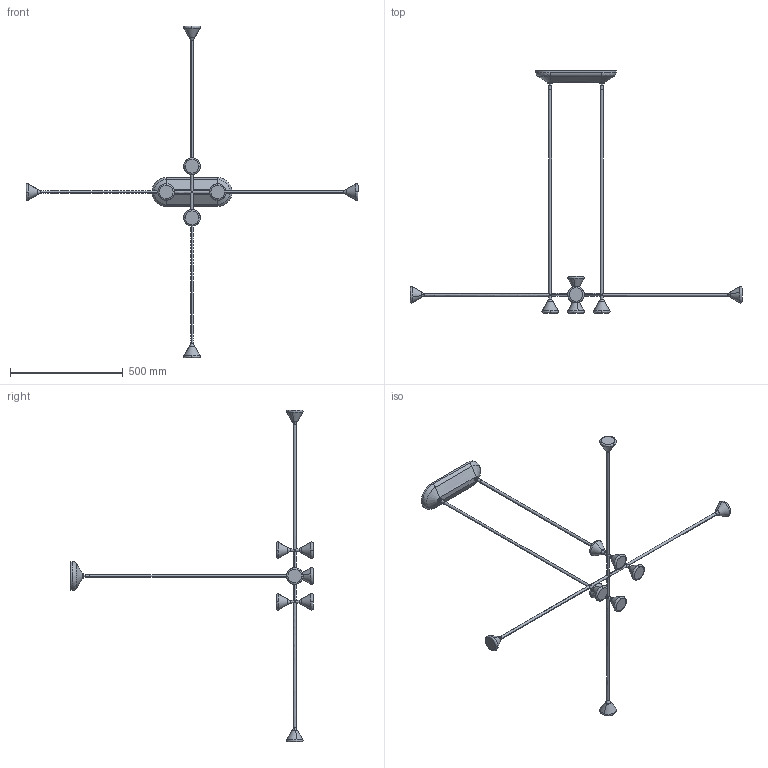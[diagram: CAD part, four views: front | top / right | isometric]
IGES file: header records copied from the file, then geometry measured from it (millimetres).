
Start section: SolidWorks IGES file using analytic representation for surfaces
Global section: file name: APLOC10H - Apollo - Chandelier - Horizontal - 10 Lights.IGS; native system: SolidWorks 2020; preprocessor: SolidWorks 2020; author: Design; date: 201030.132732; units: millimetre
Bounding box: 1470.51 x 1072.73 x 1470.51 mm (x, y, z)
Volume: 3272605.6 mm3; surface area: 425769.7 mm2
Topology: 1 solids, 1 shells, 234 faces, 542 edges, 342 vertices
Faces by surface type: revolution 142, plane 52, bspline 40
